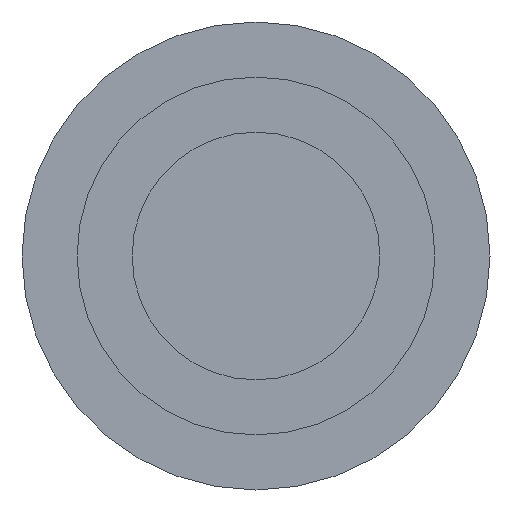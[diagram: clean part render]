
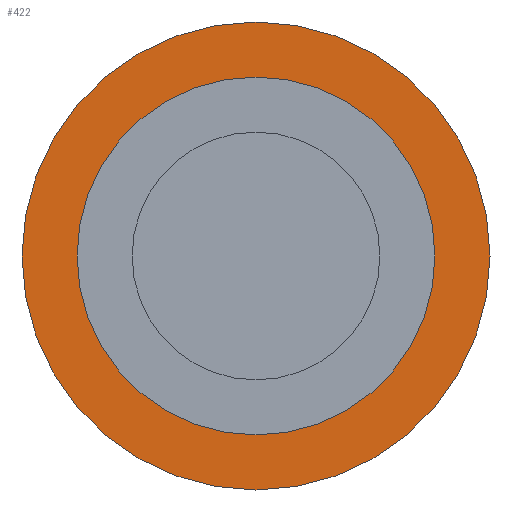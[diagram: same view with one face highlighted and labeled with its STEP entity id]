
A CAD part, left-side view. The second image highlights one B-rep face of the part: STEP entity #422.
In plain terms, the highlighted planar face has unit normal (-1, 0, 0).
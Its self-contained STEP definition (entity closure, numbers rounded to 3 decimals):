
#25 = FACE_BOUND ( 'NONE', #97, .T. ) ;
#31 = CIRCLE ( 'NONE', #309, 13. ) ;
#42 = DIRECTION ( 'NONE',  ( 1., 0., 0. ) ) ;
#49 = DIRECTION ( 'NONE',  ( 0., 0., 1. ) ) ;
#55 = CARTESIAN_POINT ( 'NONE',  ( -11.668, 20.132, -13. ) ) ;
#67 = DIRECTION ( 'NONE',  ( -1., 0., 0. ) ) ;
#75 = CARTESIAN_POINT ( 'NONE',  ( -11.668, 0., 0. ) ) ;
#80 = EDGE_LOOP ( 'NONE', ( #99, #327 ) ) ;
#83 = CIRCLE ( 'NONE', #460, 17. ) ;
#87 = CARTESIAN_POINT ( 'NONE',  ( -11.668, 20.132, 17. ) ) ;
#90 = CARTESIAN_POINT ( 'NONE',  ( -11.668, 20.132, 0. ) ) ;
#97 = EDGE_LOOP ( 'NONE', ( #258, #241 ) ) ;
#99 = ORIENTED_EDGE ( 'NONE', *, *, #358, .T. ) ;
#103 = CIRCLE ( 'NONE', #331, 13. ) ;
#108 = AXIS2_PLACEMENT_3D ( 'NONE', #75, #42, #339 ) ;
#110 = DIRECTION ( 'NONE',  ( 0., 0., 1. ) ) ;
#153 = DIRECTION ( 'NONE',  ( -1., 0., 0. ) ) ;
#162 = CARTESIAN_POINT ( 'NONE',  ( -11.668, 20.132, 0. ) ) ;
#189 = AXIS2_PLACEMENT_3D ( 'NONE', #411, #153, #110 ) ;
#203 = EDGE_CURVE ( 'NONE', #211, #476, #103, .T. ) ;
#211 = VERTEX_POINT ( 'NONE', #55 ) ;
#217 = VERTEX_POINT ( 'NONE', #87 ) ;
#218 = EDGE_CURVE ( 'NONE', #476, #211, #31, .T. ) ;
#219 = DIRECTION ( 'NONE',  ( 0., 0., 1. ) ) ;
#241 = ORIENTED_EDGE ( 'NONE', *, *, #203, .F. ) ;
#258 = ORIENTED_EDGE ( 'NONE', *, *, #218, .F. ) ;
#263 = FACE_OUTER_BOUND ( 'NONE', #80, .T. ) ;
#266 = CARTESIAN_POINT ( 'NONE',  ( -11.668, 20.132, -17. ) ) ;
#277 = CIRCLE ( 'NONE', #189, 17. ) ;
#280 = DIRECTION ( 'NONE',  ( 0., 0., 1. ) ) ;
#309 = AXIS2_PLACEMENT_3D ( 'NONE', #162, #420, #49 ) ;
#316 = DIRECTION ( 'NONE',  ( -1., 0., 0. ) ) ;
#327 = ORIENTED_EDGE ( 'NONE', *, *, #435, .T. ) ;
#331 = AXIS2_PLACEMENT_3D ( 'NONE', #90, #316, #280 ) ;
#339 = DIRECTION ( 'NONE',  ( 0., 0., -1. ) ) ;
#358 = EDGE_CURVE ( 'NONE', #217, #432, #83, .T. ) ;
#411 = CARTESIAN_POINT ( 'NONE',  ( -11.668, 20.132, 0. ) ) ;
#414 = PLANE ( 'NONE',  #108 ) ;
#420 = DIRECTION ( 'NONE',  ( -1., 0., 0. ) ) ;
#422 = ADVANCED_FACE ( 'NONE', ( #25, #263 ), #414, .F. ) ;
#432 = VERTEX_POINT ( 'NONE', #266 ) ;
#435 = EDGE_CURVE ( 'NONE', #432, #217, #277, .T. ) ;
#460 = AXIS2_PLACEMENT_3D ( 'NONE', #472, #67, #219 ) ;
#472 = CARTESIAN_POINT ( 'NONE',  ( -11.668, 20.132, 0. ) ) ;
#476 = VERTEX_POINT ( 'NONE', #479 ) ;
#479 = CARTESIAN_POINT ( 'NONE',  ( -11.668, 20.132, 13. ) ) ;
